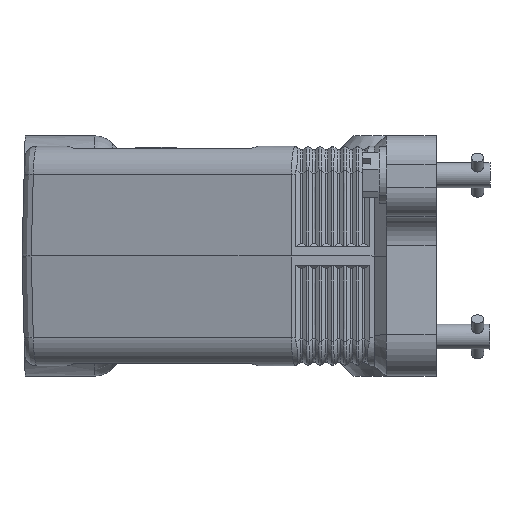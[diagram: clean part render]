
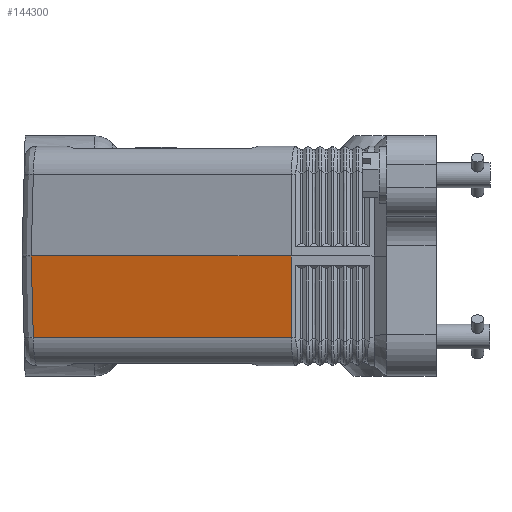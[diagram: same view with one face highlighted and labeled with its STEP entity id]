
A CAD part, left-side view. The second image highlights one B-rep face of the part: STEP entity #144300.
In plain terms, the highlighted planar face has unit normal (-0.966, 0.259, -0.026).
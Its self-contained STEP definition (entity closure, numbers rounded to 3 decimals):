
#107280=CARTESIAN_POINT('',(74.385,31.294,-26.));
#107290=VERTEX_POINT('',#107280);
#143880=CARTESIAN_POINT('',(95.139,106.118,
-51.991));
#143890=DIRECTION('',(0.966,-0.259,
0.026));
#143900=DIRECTION('',(0.259,0.966,0.));
#143910=AXIS2_PLACEMENT_3D('',#143880,#143890,#143900);
#143920=PLANE('',#143910);
#143930=CARTESIAN_POINT('',(91.602,93.556,
-45.683));
#143940=CARTESIAN_POINT('',(91.599,93.559,
-45.562));
#143950=CARTESIAN_POINT('',(91.597,93.562,
-45.44));
#143960=CARTESIAN_POINT('',(91.467,93.731,
-39.001));
#143970=CARTESIAN_POINT('',(91.34,93.896,
-32.683));
#143980=CARTESIAN_POINT('',(91.211,94.065,
-26.243));
#143990=CARTESIAN_POINT('',(91.208,94.068,
-26.122));
#144000=CARTESIAN_POINT('',(91.206,94.071,
-26.));
#144010=B_SPLINE_CURVE_WITH_KNOTS('',3,(#143930,#143940,#143950,#143960,
#143970,#143980,#143990,#144000),.UNSPECIFIED.,.F.,.F.,(4,2,2,4),(0.,
0.365,19.329,19.694),.UNSPECIFIED.);
#144020=CARTESIAN_POINT('',(91.602,93.556,
-45.683));
#144030=VERTEX_POINT('',#144020);
#144040=CARTESIAN_POINT('',(91.206,94.071,
-26.));
#144050=VERTEX_POINT('',#144040);
#144060=EDGE_CURVE('',#144030,#144050,#144010,.T.);
#144070=ORIENTED_EDGE('',*,*,#144060,.F.);
#144080=CARTESIAN_POINT('',(66.,0.,-26.));
#144090=DIRECTION('',(0.259,0.966,0.));
#144100=VECTOR('',#144090,1.);
#144110=LINE('',#144080,#144100);
#144120=EDGE_CURVE('',#107290,#144050,#144110,.T.);
#144130=ORIENTED_EDGE('',*,*,#144120,.T.);
#144140=CARTESIAN_POINT('',(73.704,31.384,0.));
#144150=DIRECTION('',(0.026,-0.003,
-1.));
#144160=VECTOR('',#144150,1.);
#144170=LINE('',#144140,#144160);
#144180=CARTESIAN_POINT('',(74.9,31.226,
-45.683));
#144190=VERTEX_POINT('',#144180);
#144200=EDGE_CURVE('',#107290,#144190,#144170,.T.);
#144210=ORIENTED_EDGE('',*,*,#144200,.F.);
#144220=CARTESIAN_POINT('',(94.979,106.161,
-45.683));
#144230=DIRECTION('',(0.259,0.966,0.));
#144240=VECTOR('',#144230,1.);
#144250=LINE('',#144220,#144240);
#144260=EDGE_CURVE('',#144190,#144030,#144250,.T.);
#144270=ORIENTED_EDGE('',*,*,#144260,.F.);
#144280=EDGE_LOOP('',(#144270,#144210,#144130,#144070));
#144290=FACE_OUTER_BOUND('',#144280,.T.);
#144300=ADVANCED_FACE('',(#144290),#143920,.F.);
